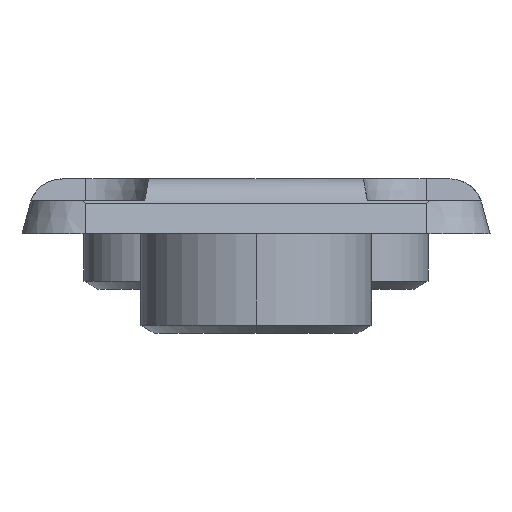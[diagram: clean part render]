
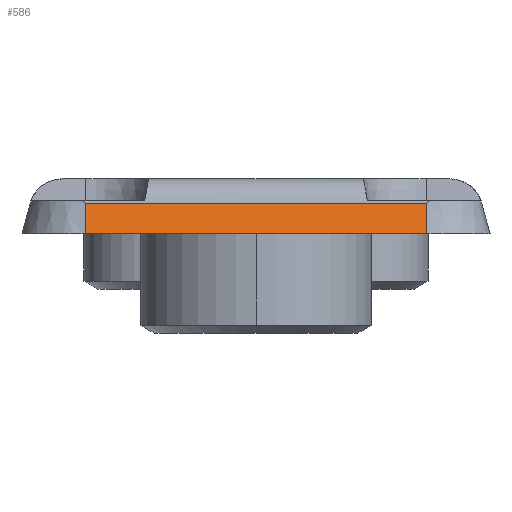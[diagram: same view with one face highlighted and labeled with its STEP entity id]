
A CAD part, left-side view. The second image highlights one B-rep face of the part: STEP entity #586.
In plain terms, the highlighted planar face has unit normal (-0.966, 0, 0.259).
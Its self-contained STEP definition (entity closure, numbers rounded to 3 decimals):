
#90 = CARTESIAN_POINT ( 'NONE',  ( -108., -31., 0. ) ) ;
#155 = ORIENTED_EDGE ( 'NONE', *, *, #369, .T. ) ;
#315 = DIRECTION ( 'NONE',  ( -0.259, 0., -0.966 ) ) ;
#369 = EDGE_CURVE ( 'NONE', #1407, #3251, #1296, .T. ) ;
#411 = ORIENTED_EDGE ( 'NONE', *, *, #2375, .T. ) ;
#586 = ADVANCED_FACE ( 'NONE', ( #1183 ), #1166, .T. ) ;
#604 = CARTESIAN_POINT ( 'NONE',  ( -108., -31., 0. ) ) ;
#735 = CARTESIAN_POINT ( 'NONE',  ( -106.512, -31., 5.553 ) ) ;
#902 = DIRECTION ( 'NONE',  ( 0.259, 0., 0.966 ) ) ;
#1001 = DIRECTION ( 'NONE',  ( -0.259, 0., -0.966 ) ) ;
#1034 = LINE ( 'NONE', #1593, #2999 ) ;
#1166 = PLANE ( 'NONE',  #2739 ) ;
#1183 = FACE_OUTER_BOUND ( 'NONE', #2218, .T. ) ;
#1250 = CARTESIAN_POINT ( 'NONE',  ( -106.512, 31., 5.553 ) ) ;
#1296 = LINE ( 'NONE', #735, #2532 ) ;
#1343 = CARTESIAN_POINT ( 'NONE',  ( -106.512, -31., 5.553 ) ) ;
#1407 = VERTEX_POINT ( 'NONE', #1343 ) ;
#1581 = EDGE_CURVE ( 'NONE', #1407, #3440, #2245, .T. ) ;
#1593 = CARTESIAN_POINT ( 'NONE',  ( -108., 31., 0. ) ) ;
#1631 = VECTOR ( 'NONE', #3101, 1000. ) ;
#1752 = EDGE_CURVE ( 'NONE', #3277, #3440, #2373, .T. ) ;
#1885 = VECTOR ( 'NONE', #315, 1000. ) ;
#2175 = CARTESIAN_POINT ( 'NONE',  ( -108., -31., 0. ) ) ;
#2218 = EDGE_LOOP ( 'NONE', ( #2889, #155, #411, #3340 ) ) ;
#2245 = LINE ( 'NONE', #90, #1885 ) ;
#2373 = LINE ( 'NONE', #2540, #1631 ) ;
#2375 = EDGE_CURVE ( 'NONE', #3251, #3277, #1034, .T. ) ;
#2383 = CARTESIAN_POINT ( 'NONE',  ( -108., 31., 0. ) ) ;
#2532 = VECTOR ( 'NONE', #3540, 1000. ) ;
#2540 = CARTESIAN_POINT ( 'NONE',  ( -108., -31., 0. ) ) ;
#2739 = AXIS2_PLACEMENT_3D ( 'NONE', #604, #3481, #902 ) ;
#2889 = ORIENTED_EDGE ( 'NONE', *, *, #1581, .F. ) ;
#2999 = VECTOR ( 'NONE', #1001, 1000. ) ;
#3101 = DIRECTION ( 'NONE',  ( 0., -1., 0. ) ) ;
#3251 = VERTEX_POINT ( 'NONE', #1250 ) ;
#3277 = VERTEX_POINT ( 'NONE', #2383 ) ;
#3340 = ORIENTED_EDGE ( 'NONE', *, *, #1752, .T. ) ;
#3440 = VERTEX_POINT ( 'NONE', #2175 ) ;
#3481 = DIRECTION ( 'NONE',  ( -0.966, 0., 0.259 ) ) ;
#3540 = DIRECTION ( 'NONE',  ( 0., 1., 0. ) ) ;
